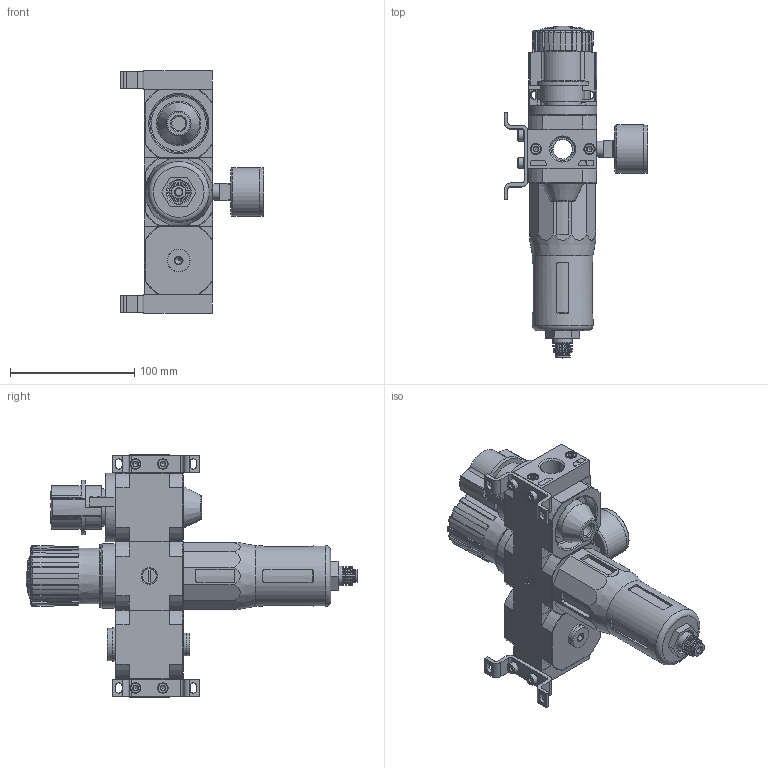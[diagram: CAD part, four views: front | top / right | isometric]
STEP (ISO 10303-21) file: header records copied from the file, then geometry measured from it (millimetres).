
FILE_DESCRIPTION(/* description */ ('STEP AP214'),/* implementation_level */ '2;1');
FILE_NAME(/* name */ '185728_LFR-1_2-D-MIDI-KB-A',/* time_stamp */ '2024-09-03T18:44:24+02:00',/* author */ ('License CC BY-ND 4.0'),/* organization */ ('CADENAS'),/* preprocessor_version */ 'ST-DEVELOPER v19.3',/* originating_system */ 'PARTsolutions',/* authorisation */ ' ');
FILE_SCHEMA (('AUTOMOTIVE_DESIGN {1 0 10303 214 3 1 1}'));
Length unit declared in the file: millimetre
Products named in the file (17): 185728 LFR-1/2-D-MIDI-KB-A; 380301 PBL-1/2-D-MIDI-L---(1) p1; DIN-912 - M5x18(F); 159593 HFOE-D-MIDI/MAXI-P1; DIN-912 - M5x10(F); 380303 PBL-1/2-D-MIDI-R---(0) p1; 360721 HE-MIDI; 351358 FRB-D-MIDI; 120519 LFR-D-MIDI-A--(0); 8003639 PAGN-40-16-G14; 373846 LR-MIDI; 526489 MS4-LFR-V; 724702 FRM-...-D-MIDI; DIN-908 G1/2A; 531774 OK-1/2; DIN-908 G1/4A; 531772 OK-1/4
Assembly tree (26 placements, depth 2):
  185728 LFR-1/2-D-MIDI-KB-A
    380301 PBL-1/2-D-MIDI-L---(1) p1
    DIN-912 - M5x18(F)  x4
    159593 HFOE-D-MIDI/MAXI-P1  x2
    DIN-912 - M5x10(F)  x4
    380303 PBL-1/2-D-MIDI-R---(0) p1
    360721 HE-MIDI
    351358 FRB-D-MIDI  x4
    120519 LFR-D-MIDI-A--(0)
    8003639 PAGN-40-16-G14
    373846 LR-MIDI
    526489 MS4-LFR-V
    724702 FRM-...-D-MIDI
    DIN-908 G1/2A
    531774 OK-1/2
    DIN-908 G1/4A
    531772 OK-1/4
Bounding box: 115.35 x 266.72 x 195 mm (x, y, z)
Volume: 937666.5 mm3; surface area: 163859.9 mm2
Topology: 26 solids, 27 shells, 1193 faces, 2828 edges, 1772 vertices
Faces by surface type: plane 616, cylinder 254, cone 226, torus 83, sphere 14
Full cylindrical faces by diameter (mm): 3.7 x4, 4.134 x12, 5 x12, 5.3 x4, 6 x1, 6.3 x1, 7 x4, 7.9 x1, 8 x4, 8.2 x4, 8.5 x8, 8.7 x1, 9.6 x1, 11 x2, 11.2 x1, 11.4 x1, 11.445 x4, 11.6 x1, 11.8 x1, 12.4 x1, 13.157 x3, 13.3 x2, 15.6 x1, 15.8 x1, 16 x1, 18 x2, 18.3 x1, 18.631 x3, 20.955 x1, 21.2 x1
Entity records: 32599 total; most frequent: CARTESIAN_POINT 5824, DIRECTION 4593, ORIENTED_EDGE 4222, EDGE_CURVE 2111, AXIS2_PLACEMENT_3D 1823, VERTEX_POINT 1475, FACE_BOUND 1290, EDGE_LOOP 1281
